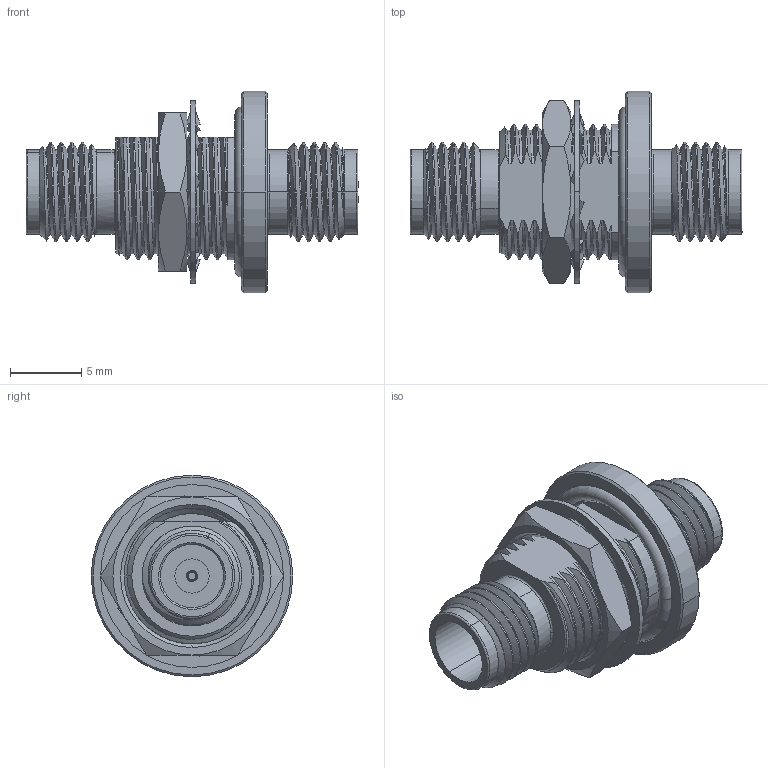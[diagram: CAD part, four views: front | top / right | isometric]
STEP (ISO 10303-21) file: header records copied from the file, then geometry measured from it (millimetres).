
FILE_DESCRIPTION (( 'STEP AP203' ), '1' );
FILE_NAME ('FMAD1204.step', '2019-05-30T14:00:08', ( '' ), ( '' ), 'SwSTEP 2.0', 'SolidWorks 2018', '' );
FILE_SCHEMA (( 'CONFIG_CONTROL_DESIGN' ));
Length unit declared in the file: inch
Products named in the file (1): FMAD1204
Bounding box: 23.3 x 14.14 x 14.14 mm (x, y, z)
Volume: 1174 mm3; surface area: 1766.5 mm2
Topology: 4 solids, 4 shells, 314 faces, 880 edges, 586 vertices
Faces by surface type: cylinder 105, bspline 87, plane 62, cone 48, torus 12
Entity records: 27093 total; most frequent: CARTESIAN_POINT 19963, ORIENTED_EDGE 1760, DIRECTION 1138, EDGE_CURVE 880, VERTEX_POINT 586, AXIS2_PLACEMENT_3D 445, EDGE_LOOP 332, ADVANCED_FACE 314
